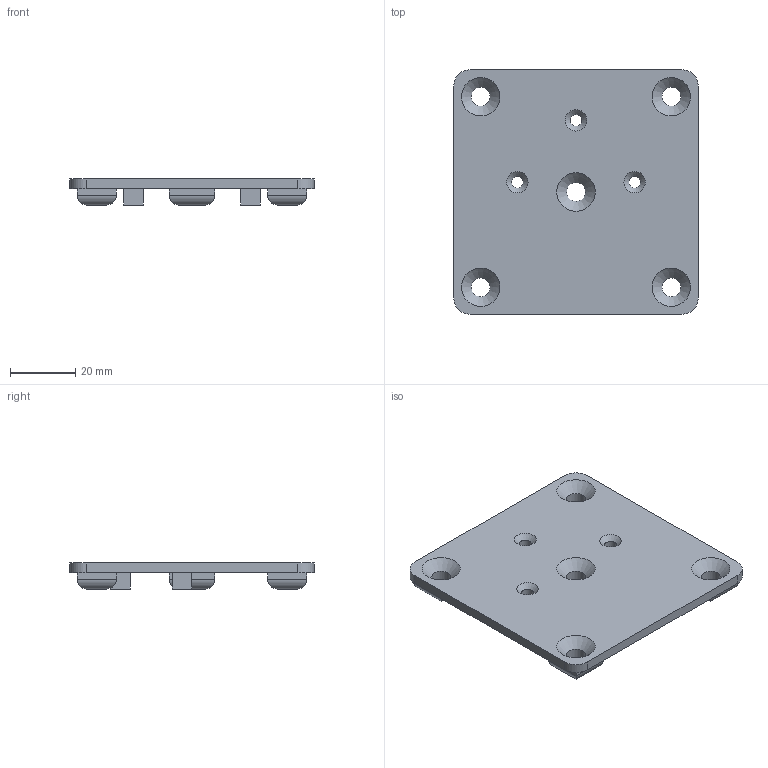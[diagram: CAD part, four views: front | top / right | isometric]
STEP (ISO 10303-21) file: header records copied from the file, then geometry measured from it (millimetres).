
FILE_DESCRIPTION(/* description */ (''),/* implementation_level */ '2;1');
FILE_NAME(/* name */ 'modifiedShakerPlatform.step',/* time_stamp */ '2021-12-03T11:10:56-05:00',/* author */ (''),/* organization */ (''),/* preprocessor_version */ 'ST-DEVELOPER v18.1',/* originating_system */ 'Autodesk Translation Framework v10.10.0.1391',/* authorisation */ '');
FILE_SCHEMA (('AUTOMOTIVE_DESIGN { 1 0 10303 214 3 1 1 }'));
Length unit declared in the file: millimetre
Products named in the file (1): modifiedShakerPlatform v2
Bounding box: 75 x 75 x 8 mm (x, y, z)
Volume: 18882.2 mm3; surface area: 13888.9 mm2
Topology: 1 solids, 1 shells, 86 faces, 200 edges, 124 vertices
Faces by surface type: plane 46, cylinder 32, cone 8
Full cylindrical faces by diameter (mm): 3.6 x3, 5.8 x5
Entity records: 2477 total; most frequent: DIRECTION 426, CARTESIAN_POINT 411, ORIENTED_EDGE 400, EDGE_CURVE 200, LINE 148, VECTOR 148, AXIS2_PLACEMENT_3D 139, VERTEX_POINT 124
